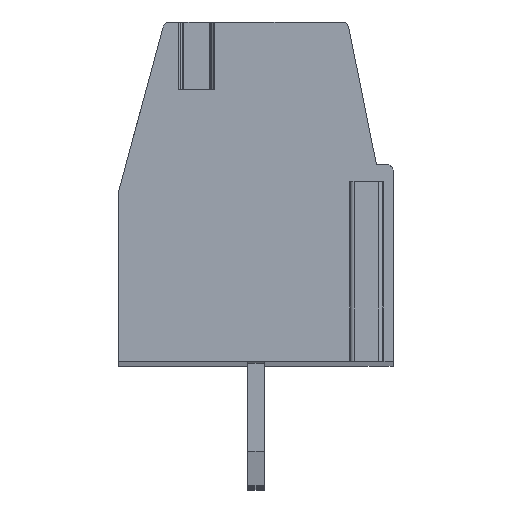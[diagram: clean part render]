
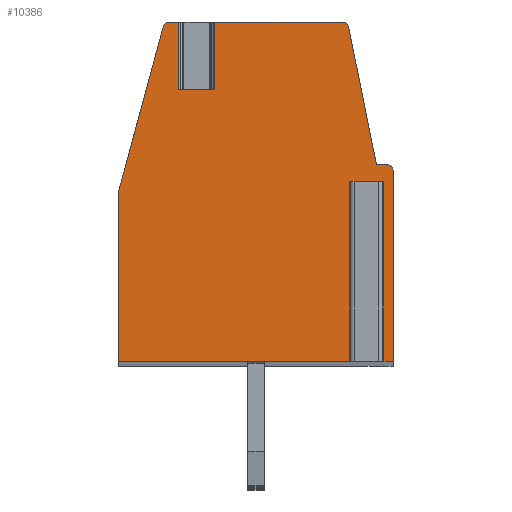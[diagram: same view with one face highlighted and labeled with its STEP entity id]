
A CAD part, top view. The second image highlights one B-rep face of the part: STEP entity #10386.
In plain terms, the highlighted planar face has unit normal (0, 0, 1).
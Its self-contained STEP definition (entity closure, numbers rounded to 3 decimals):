
#354=DIRECTION('',(-1.,0.,0.));
#355=VECTOR('',#354,1.07);
#356=CARTESIAN_POINT('',(-1.21,3.,2.5));
#357=LINE('',#356,#355);
#358=DIRECTION('',(0.,1.,0.));
#359=VECTOR('',#358,2.);
#360=CARTESIAN_POINT('',(-1.21,3.,2.5));
#361=LINE('',#360,#359);
#362=DIRECTION('',(-1.,0.,0.));
#363=VECTOR('',#362,3.746);
#364=CARTESIAN_POINT('',(2.536,5.,2.5));
#365=LINE('',#364,#363);
#366=CARTESIAN_POINT('',(2.536,4.8,2.5));
#367=DIRECTION('',(0.,0.,1.));
#368=DIRECTION('',(0.98,0.198,0.));
#369=AXIS2_PLACEMENT_3D('',#366,#367,#368);
#371=DIRECTION('',(-0.198,0.98,0.));
#372=VECTOR('',#371,4.122);
#373=CARTESIAN_POINT('',(3.55,0.8,2.5));
#374=LINE('',#373,#372);
#375=DIRECTION('',(-1.,0.,0.));
#376=VECTOR('',#375,0.3);
#377=CARTESIAN_POINT('',(3.85,0.8,2.5));
#378=LINE('',#377,#376);
#379=CARTESIAN_POINT('',(3.85,0.6,2.5));
#380=DIRECTION('',(0.,0.,1.));
#381=DIRECTION('',(1.,0.,0.));
#382=AXIS2_PLACEMENT_3D('',#379,#380,#381);
#384=DIRECTION('',(0.,1.,0.));
#385=VECTOR('',#384,5.6);
#386=CARTESIAN_POINT('',(4.05,-5.,2.5));
#387=LINE('',#386,#385);
#388=DIRECTION('',(1.,0.,0.));
#389=VECTOR('',#388,0.495);
#390=CARTESIAN_POINT('',(3.555,-5.,2.5));
#391=LINE('',#390,#389);
#392=DIRECTION('',(0.,1.,0.));
#393=VECTOR('',#392,5.3);
#394=CARTESIAN_POINT('',(3.555,-5.,2.5));
#395=LINE('',#394,#393);
#396=DIRECTION('',(1.,0.,0.));
#397=VECTOR('',#396,0.6);
#398=CARTESIAN_POINT('',(2.955,0.3,2.5));
#399=LINE('',#398,#397);
#400=DIRECTION('',(0.,1.,0.));
#401=VECTOR('',#400,5.3);
#402=CARTESIAN_POINT('',(2.955,-5.,2.5));
#403=LINE('',#402,#401);
#404=DIRECTION('',(1.,0.,0.));
#405=VECTOR('',#404,7.005);
#406=CARTESIAN_POINT('',(-4.05,-5.,2.5));
#407=LINE('',#406,#405);
#408=DIRECTION('',(0.,-1.,0.));
#409=VECTOR('',#408,5.);
#410=CARTESIAN_POINT('',(-4.05,0.,2.5));
#411=LINE('',#410,#409);
#412=DIRECTION('',(-0.261,-0.965,0.));
#413=VECTOR('',#412,5.026);
#414=CARTESIAN_POINT('',(-2.74,4.852,2.5));
#415=LINE('',#414,#413);
#416=CARTESIAN_POINT('',(-2.547,4.8,2.5));
#417=DIRECTION('',(0.,0.,1.));
#418=DIRECTION('',(0.,1.,0.));
#419=AXIS2_PLACEMENT_3D('',#416,#417,#418);
#421=DIRECTION('',(-1.,0.,0.));
#422=VECTOR('',#421,0.267);
#423=CARTESIAN_POINT('',(-2.28,5.,2.5));
#424=LINE('',#423,#422);
#425=DIRECTION('',(0.,1.,0.));
#426=VECTOR('',#425,2.);
#427=CARTESIAN_POINT('',(-2.28,3.,2.5));
#428=LINE('',#427,#426);
#7761=CARTESIAN_POINT('',(4.05,-5.,2.5));
#7762=CARTESIAN_POINT('',(4.05,0.6,2.5));
#7763=VERTEX_POINT('',#7761);
#7764=VERTEX_POINT('',#7762);
#7765=CARTESIAN_POINT('',(3.85,0.8,2.5));
#7766=VERTEX_POINT('',#7765);
#7767=CARTESIAN_POINT('',(3.55,0.8,2.5));
#7768=VERTEX_POINT('',#7767);
#7769=CARTESIAN_POINT('',(2.732,4.84,2.5));
#7770=VERTEX_POINT('',#7769);
#7771=CARTESIAN_POINT('',(2.536,5.,2.5));
#7772=VERTEX_POINT('',#7771);
#7773=CARTESIAN_POINT('',(-2.547,5.,2.5));
#7774=CARTESIAN_POINT('',(-2.74,4.852,2.5));
#7775=VERTEX_POINT('',#7773);
#7776=VERTEX_POINT('',#7774);
#7777=CARTESIAN_POINT('',(-4.05,0.,2.5));
#7778=VERTEX_POINT('',#7777);
#7779=CARTESIAN_POINT('',(-4.05,-5.,2.5));
#7780=VERTEX_POINT('',#7779);
#7797=CARTESIAN_POINT('',(2.955,0.3,2.5));
#7798=CARTESIAN_POINT('',(3.555,0.3,2.5));
#7799=VERTEX_POINT('',#7797);
#7800=VERTEX_POINT('',#7798);
#7801=CARTESIAN_POINT('',(2.955,-5.,2.5));
#7802=VERTEX_POINT('',#7801);
#7803=CARTESIAN_POINT('',(3.555,-5.,2.5));
#7804=VERTEX_POINT('',#7803);
#7873=CARTESIAN_POINT('',(-1.21,3.,2.5));
#7874=CARTESIAN_POINT('',(-2.28,3.,2.5));
#7875=VERTEX_POINT('',#7873);
#7876=VERTEX_POINT('',#7874);
#7877=CARTESIAN_POINT('',(-2.28,5.,2.5));
#7878=VERTEX_POINT('',#7877);
#7879=CARTESIAN_POINT('',(-1.21,5.,2.5));
#7880=VERTEX_POINT('',#7879);
#10346=CARTESIAN_POINT('',(0.,0.,2.5));
#10347=DIRECTION('',(0.,0.,1.));
#10348=DIRECTION('',(1.,0.,0.));
#10349=AXIS2_PLACEMENT_3D('',#10346,#10347,#10348);
#10350=PLANE('',#10349);
#10352=ORIENTED_EDGE('',*,*,#10351,.F.);
#10353=ORIENTED_EDGE('',*,*,#10337,.T.);
#10354=ORIENTED_EDGE('',*,*,#10176,.F.);
#10356=ORIENTED_EDGE('',*,*,#10355,.F.);
#10358=ORIENTED_EDGE('',*,*,#10357,.F.);
#10360=ORIENTED_EDGE('',*,*,#10359,.F.);
#10362=ORIENTED_EDGE('',*,*,#10361,.F.);
#10364=ORIENTED_EDGE('',*,*,#10363,.F.);
#10366=ORIENTED_EDGE('',*,*,#10365,.F.);
#10368=ORIENTED_EDGE('',*,*,#10367,.T.);
#10370=ORIENTED_EDGE('',*,*,#10369,.F.);
#10372=ORIENTED_EDGE('',*,*,#10371,.F.);
#10374=ORIENTED_EDGE('',*,*,#10373,.F.);
#10376=ORIENTED_EDGE('',*,*,#10375,.F.);
#10378=ORIENTED_EDGE('',*,*,#10377,.F.);
#10380=ORIENTED_EDGE('',*,*,#10379,.F.);
#10381=ORIENTED_EDGE('',*,*,#10159,.F.);
#10383=ORIENTED_EDGE('',*,*,#10382,.F.);
#10384=EDGE_LOOP('',(#10352,#10353,#10354,#10356,#10358,#10360,#10362,#10364,
#10366,#10368,#10370,#10372,#10374,#10376,#10378,#10380,#10381,#10383));
#10385=FACE_OUTER_BOUND('',#10384,.F.);
#370=CIRCLE('',#369,0.2);
#383=CIRCLE('',#382,0.2);
#420=CIRCLE('',#419,0.2);
#10159=EDGE_CURVE('',#7878,#7775,#424,.T.);
#10176=EDGE_CURVE('',#7772,#7880,#365,.T.);
#10337=EDGE_CURVE('',#7875,#7880,#361,.T.);
#10351=EDGE_CURVE('',#7875,#7876,#357,.T.);
#10355=EDGE_CURVE('',#7770,#7772,#370,.T.);
#10357=EDGE_CURVE('',#7768,#7770,#374,.T.);
#10359=EDGE_CURVE('',#7766,#7768,#378,.T.);
#10361=EDGE_CURVE('',#7764,#7766,#383,.T.);
#10363=EDGE_CURVE('',#7763,#7764,#387,.T.);
#10365=EDGE_CURVE('',#7804,#7763,#391,.T.);
#10367=EDGE_CURVE('',#7804,#7800,#395,.T.);
#10369=EDGE_CURVE('',#7799,#7800,#399,.T.);
#10371=EDGE_CURVE('',#7802,#7799,#403,.T.);
#10373=EDGE_CURVE('',#7780,#7802,#407,.T.);
#10375=EDGE_CURVE('',#7778,#7780,#411,.T.);
#10377=EDGE_CURVE('',#7776,#7778,#415,.T.);
#10379=EDGE_CURVE('',#7775,#7776,#420,.T.);
#10382=EDGE_CURVE('',#7876,#7878,#428,.T.);
#10386=ADVANCED_FACE('',(#10385),#10350,.T.);
